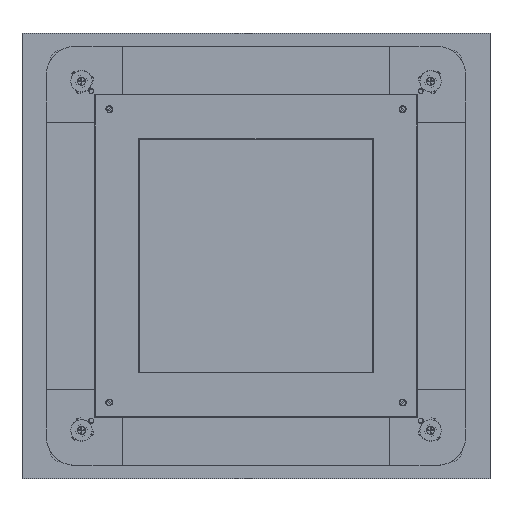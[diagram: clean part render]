
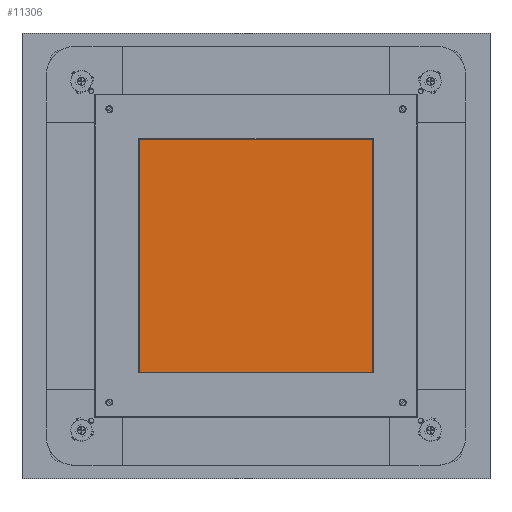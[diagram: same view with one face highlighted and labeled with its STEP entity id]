
A CAD part, top view. The second image highlights one B-rep face of the part: STEP entity #11306.
In plain terms, the highlighted planar face has unit normal (0, 0, 1).
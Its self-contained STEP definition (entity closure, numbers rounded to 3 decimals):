
#5 = EDGE_LOOP ( 'NONE', ( #43408, #23975, #1218, #18569 ) ) ;
#289 = CARTESIAN_POINT ( 'NONE',  ( -102.25, 102.25, 3. ) ) ;
#1218 = ORIENTED_EDGE ( 'NONE', *, *, #40490, .T. ) ;
#3887 = LINE ( 'NONE', #15017, #22541 ) ;
#3895 = VECTOR ( 'NONE', #4958, 1000. ) ;
#4958 = DIRECTION ( 'NONE',  ( -1., 0., 0. ) ) ;
#6937 = CARTESIAN_POINT ( 'NONE',  ( -102.25, -102.25, 3. ) ) ;
#7090 = VERTEX_POINT ( 'NONE', #45357 ) ;
#7527 = VECTOR ( 'NONE', #32843, 1000. ) ;
#10872 = AXIS2_PLACEMENT_3D ( 'NONE', #34551, #42016, #19711 ) ;
#11306 = ADVANCED_FACE ( 'NONE', ( #13491 ), #15962, .F. ) ;
#13491 = FACE_OUTER_BOUND ( 'NONE', #5, .T. ) ;
#15017 = CARTESIAN_POINT ( 'NONE',  ( 102.25, -102.25, 3. ) ) ;
#15962 = PLANE ( 'NONE',  #10872 ) ;
#18569 = ORIENTED_EDGE ( 'NONE', *, *, #30485, .T. ) ;
#19711 = DIRECTION ( 'NONE',  ( -1., 0., 0. ) ) ;
#19937 = CARTESIAN_POINT ( 'NONE',  ( -102.25, 102.25, 3. ) ) ;
#20578 = CARTESIAN_POINT ( 'NONE',  ( 102.25, 102.25, 3. ) ) ;
#21557 = EDGE_CURVE ( 'NONE', #27414, #7090, #27285, .T. ) ;
#22541 = VECTOR ( 'NONE', #37312, 1000. ) ;
#23975 = ORIENTED_EDGE ( 'NONE', *, *, #21557, .T. ) ;
#24065 = EDGE_CURVE ( 'NONE', #32810, #27414, #27293, .T. ) ;
#25264 = DIRECTION ( 'NONE',  ( 1., 0., 0. ) ) ;
#26138 = VECTOR ( 'NONE', #25264, 1000. ) ;
#27285 = LINE ( 'NONE', #47524, #26138 ) ;
#27293 = LINE ( 'NONE', #6937, #7527 ) ;
#27414 = VERTEX_POINT ( 'NONE', #27743 ) ;
#27743 = CARTESIAN_POINT ( 'NONE',  ( -102.25, -102.25, 3. ) ) ;
#30485 = EDGE_CURVE ( 'NONE', #38096, #32810, #42333, .T. ) ;
#32810 = VERTEX_POINT ( 'NONE', #289 ) ;
#32843 = DIRECTION ( 'NONE',  ( 0., -1., 0. ) ) ;
#34551 = CARTESIAN_POINT ( 'NONE',  ( -102.25, 102.25, 3. ) ) ;
#37312 = DIRECTION ( 'NONE',  ( 0., 1., 0. ) ) ;
#38096 = VERTEX_POINT ( 'NONE', #20578 ) ;
#40490 = EDGE_CURVE ( 'NONE', #7090, #38096, #3887, .T. ) ;
#42016 = DIRECTION ( 'NONE',  ( 0., 0., -1. ) ) ;
#42333 = LINE ( 'NONE', #19937, #3895 ) ;
#43408 = ORIENTED_EDGE ( 'NONE', *, *, #24065, .T. ) ;
#45357 = CARTESIAN_POINT ( 'NONE',  ( 102.25, -102.25, 3. ) ) ;
#47524 = CARTESIAN_POINT ( 'NONE',  ( -102.25, -102.25, 3. ) ) ;
